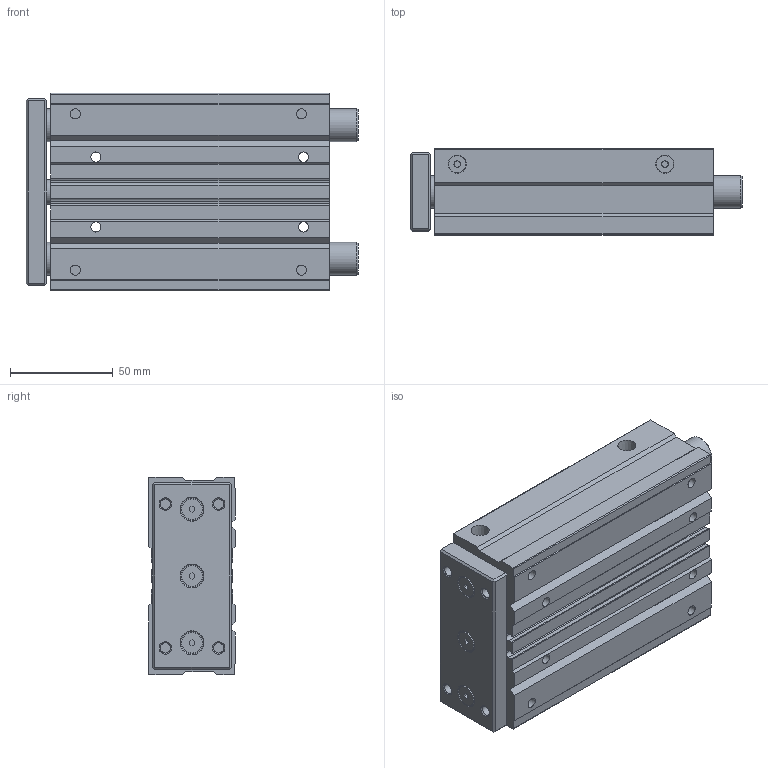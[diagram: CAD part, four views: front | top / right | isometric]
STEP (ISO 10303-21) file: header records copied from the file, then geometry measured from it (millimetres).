
FILE_DESCRIPTION( ( 'STEP AP203' ), '1' );
FILE_NAME( 'MCGB-03-25-100(0).stp', '2020-06-12T13:59:11', ( 'License CC BY-ND 4.0' ), ( 'CADENAS' ), ' ', 'PARTsolutions', ' ' );
FILE_SCHEMA( ( 'CONFIG_CONTROL_DESIGN' ) );
Length unit declared in the file: millimetre
Products named in the file (4): MCGB-03-25-100(0); _MCGB-03-25-100(0)_dummy; _MCGB-03-25-100(0)_body; _MCGB-03-25-100_rod
Assembly tree (3 placements, depth 2):
  MCGB-03-25-100(0)
    _MCGB-03-25-100(0)_dummy
    _MCGB-03-25-100(0)_body
    _MCGB-03-25-100_rod
Bounding box: 161.5 x 42 x 96 mm (x, y, z)
Volume: 547644.9 mm3; surface area: 105320.7 mm2
Topology: 2 solids, 2 shells, 224 faces, 559 edges, 370 vertices
Faces by surface type: plane 150, cylinder 61, cone 13
Full cylindrical faces by diameter (mm): 2 x2, 3.2 x2, 4.917 x16, 5.3 x4, 9.5 x4, 10 x3, 11 x3, 12 x2, 16 x4, 17 x2, 27 x1
Entity records: 6543 total; most frequent: CARTESIAN_POINT 1185, DIRECTION 1094, ORIENTED_EDGE 972, EDGE_CURVE 486, AXIS2_PLACEMENT_3D 384, VERTEX_POINT 354, EDGE_LOOP 336, LINE 326
